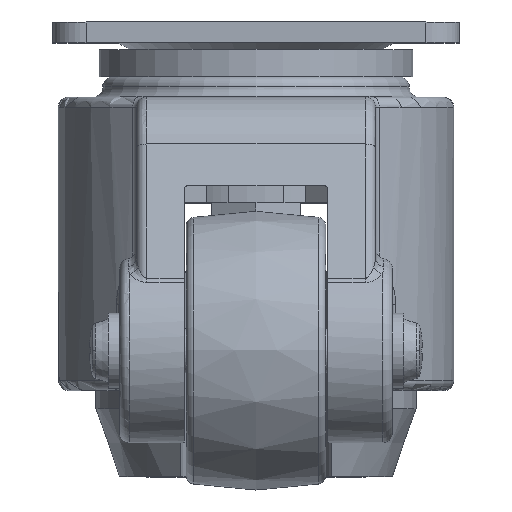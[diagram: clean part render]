
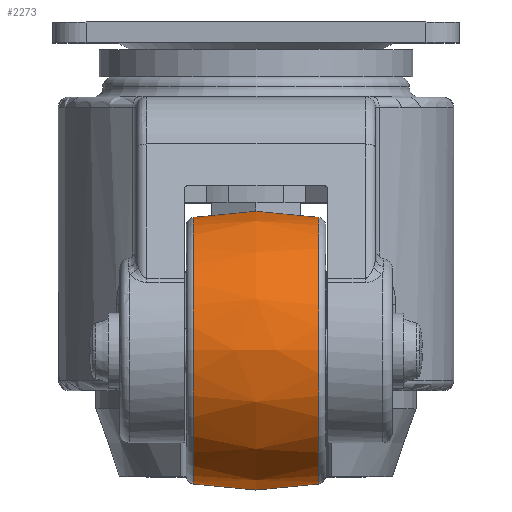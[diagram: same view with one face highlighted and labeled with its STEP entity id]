
A CAD part, top view. The second image highlights one B-rep face of the part: STEP entity #2273.
In plain terms, the highlighted free-form (B-spline) face has degree [2, 2] with [3, 9] control points.
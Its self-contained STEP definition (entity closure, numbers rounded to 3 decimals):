
#2201=CARTESIAN_POINT('',(44.563,-59.,11.282));
#2202=VERTEX_POINT('',#2201);
#2203=CARTESIAN_POINT('',(20.633,-59.,11.282));
#2204=DIRECTION('',(0.0,0.0,1.0));
#2205=DIRECTION('',(1.0,0.0,0.0));
#2206=AXIS2_PLACEMENT_3D('',#2203,#2204,#2205);
#2207=CIRCLE('',#2206,23.93);
#2208=EDGE_CURVE('',#2202,#2202,#2207,.T.);
#2224=CARTESIAN_POINT('',(-3.296,-59.,-11.282));
#2225=CARTESIAN_POINT('',(-5.456,-59.,0.));
#2226=CARTESIAN_POINT('',(-3.296,-59.,11.282));
#2227=CARTESIAN_POINT('',(-3.296,-35.07,-11.282));
#2228=CARTESIAN_POINT('',(-5.456,-32.91,0.));
#2229=CARTESIAN_POINT('',(-3.296,-35.07,11.282));
#2230=CARTESIAN_POINT('',(20.633,-35.07,-11.282));
#2231=CARTESIAN_POINT('',(20.633,-32.91,0.));
#2232=CARTESIAN_POINT('',(20.633,-35.07,11.282));
#2233=CARTESIAN_POINT('',(44.563,-35.07,-11.282));
#2234=CARTESIAN_POINT('',(46.723,-32.91,0.));
#2235=CARTESIAN_POINT('',(44.563,-35.07,11.282));
#2236=CARTESIAN_POINT('',(44.563,-59.,-11.282));
#2237=CARTESIAN_POINT('',(46.723,-59.,0.));
#2238=CARTESIAN_POINT('',(44.563,-59.,11.282));
#2239=CARTESIAN_POINT('',(44.563,-82.929,-11.282));
#2240=CARTESIAN_POINT('',(46.723,-85.089,0.));
#2241=CARTESIAN_POINT('',(44.563,-82.929,11.282));
#2242=CARTESIAN_POINT('',(20.633,-82.929,-11.282));
#2243=CARTESIAN_POINT('',(20.633,-85.089,0.));
#2244=CARTESIAN_POINT('',(20.633,-82.929,11.282));
#2245=CARTESIAN_POINT('',(-3.296,-82.929,-11.282));
#2246=CARTESIAN_POINT('',(-5.456,-85.089,0.));
#2247=CARTESIAN_POINT('',(-3.296,-82.929,11.282));
#2248=CARTESIAN_POINT('',(-3.296,-59.,-11.282));
#2249=CARTESIAN_POINT('',(-5.456,-59.,0.));
#2250=CARTESIAN_POINT('',(-3.296,-59.,11.282));
#2258=(BOUNDED_SURFACE()B_SPLINE_SURFACE(2,2,((#2224,#2227,#2230,#2233,#2236,#2239,#2242,#2245,#2248),(#2225,#2228,#2231,#2234,#2237,#2240,#2243,#2246,#2249),(#2226,#2229,#2232,#2235,#2238,#2241,#2244,#2247,#2250)),.UNSPECIFIED.,.F.,.T.,.U.)B_SPLINE_SURFACE_WITH_KNOTS((3,3),(3,2,2,2,3),(-0.189,0.189),(0.0,1.571,3.142,4.712,6.283),.UNSPECIFIED.)GEOMETRIC_REPRESENTATION_ITEM()RATIONAL_B_SPLINE_SURFACE(((1.0,0.707,1.0,0.707,1.0,0.707,1.0,0.707,1.0),(0.982,0.694,0.982,0.694,0.982,0.694,0.982,0.694,0.982),(1.0,0.707,1.0,0.707,1.0,0.707,1.0,0.707,1.0)))REPRESENTATION_ITEM('')SURFACE());
#2259=CARTESIAN_POINT('',(44.563,-59.,-11.282));
#2260=VERTEX_POINT('',#2259);
#2261=CARTESIAN_POINT('',(20.633,-59.,-11.282));
#2262=DIRECTION('',(0.0,0.0,1.0));
#2263=DIRECTION('',(1.0,0.0,0.0));
#2264=AXIS2_PLACEMENT_3D('',#2261,#2262,#2263);
#2265=CIRCLE('',#2264,23.93);
#2266=EDGE_CURVE('',#2260,#2260,#2265,.T.);
#2267=ORIENTED_EDGE('',*,*,#2266,.T.);
#2268=EDGE_LOOP('',(#2267));
#2269=FACE_OUTER_BOUND('',#2268,.T.);
#2270=ORIENTED_EDGE('',*,*,#2208,.F.);
#2271=EDGE_LOOP('',(#2270));
#2272=FACE_BOUND('',#2271,.T.);
#2273=ADVANCED_FACE('',(#2269,#2272),#2258,.T.);
